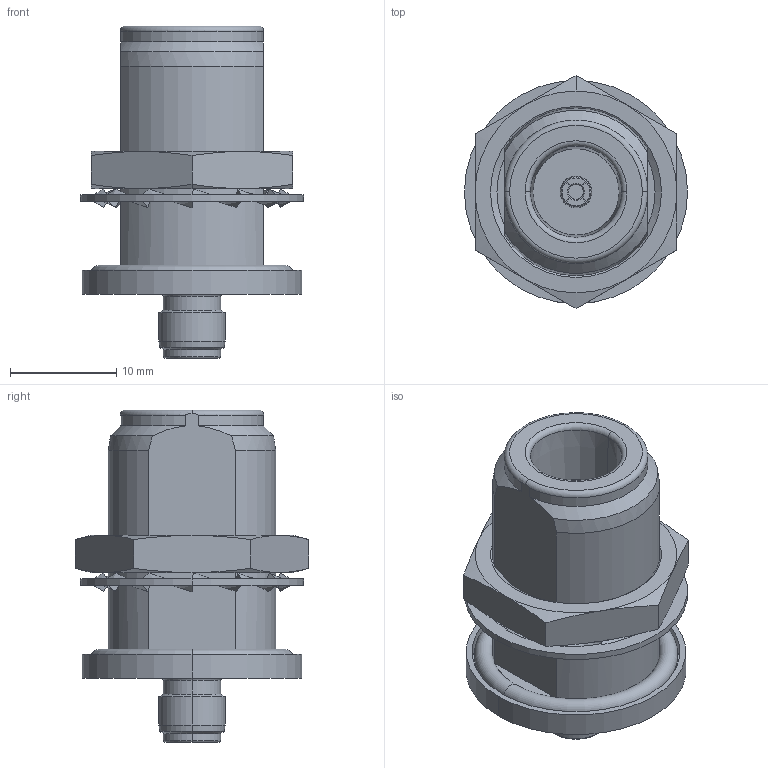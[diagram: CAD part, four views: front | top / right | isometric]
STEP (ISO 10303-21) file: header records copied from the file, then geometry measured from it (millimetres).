
FILE_DESCRIPTION (( 'STEP AP214' ), '1' );
FILE_NAME ('J01027A0022.STEP', '2012-07-06T09:36:33', ( 'markiewicz' ), ( '' ), 'SwSTEP 2.0', 'SolidWorks 2012', '' );
FILE_SCHEMA (( 'AUTOMOTIVE_DESIGN' ));
Length unit declared in the file: millimetre
Products named in the file (1): J01027A0022
Bounding box: 21 x 21.94 x 31.25 mm (x, y, z)
Volume: 5059.6 mm3; surface area: 4018.9 mm2
Topology: 3 solids, 4 shells, 210 faces, 516 edges, 322 vertices
Faces by surface type: plane 66, cylinder 48, cone 44, bspline 36, torus 16
Entity records: 9295 total; most frequent: CARTESIAN_POINT 2327, ORIENTED_EDGE 1032, DIRECTION 856, EDGE_CURVE 516, AXIS2_PLACEMENT_3D 331, VERTEX_POINT 322, EDGE_LOOP 228, UNCERTAINTY_MEASURE_WITH_UNIT 212
